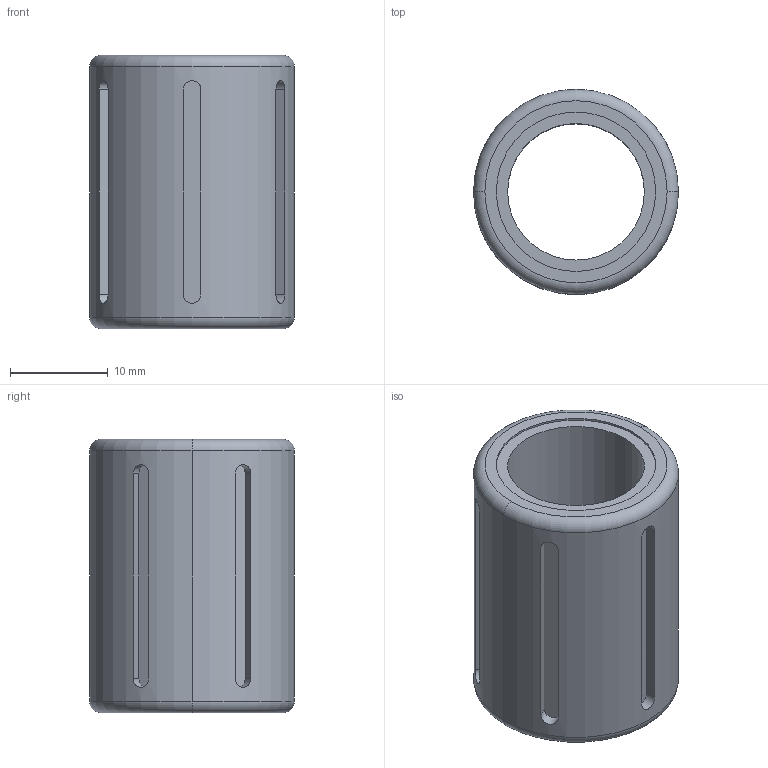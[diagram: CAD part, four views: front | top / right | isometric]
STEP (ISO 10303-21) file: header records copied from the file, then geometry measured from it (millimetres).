
FILE_DESCRIPTION (( 'STEP AP214' ), '1' );
FILE_NAME ('KH1428PP-Rollco.step', '2024-02-16T08:36:49', ( '' ), ( '' ), 'SwSTEP 2.0', 'SolidWorks 2010', '' );
FILE_SCHEMA (( 'AUTOMOTIVE_DESIGN' ));
Length unit declared in the file: millimetre
Products named in the file (1): KH1428PP-Rollco
Bounding box: 21 x 21 x 28 mm (x, y, z)
Volume: 5034.4 mm3; surface area: 3732.7 mm2
Topology: 1 solids, 1 shells, 47 faces, 107 edges, 70 vertices
Faces by surface type: plane 22, cylinder 21, torus 4
Entity records: 1958 total; most frequent: CARTESIAN_POINT 416, DIRECTION 227, ORIENTED_EDGE 214, EDGE_CURVE 107, AXIS2_PLACEMENT_3D 85, VERTEX_POINT 70, VECTOR 57, LINE 57
